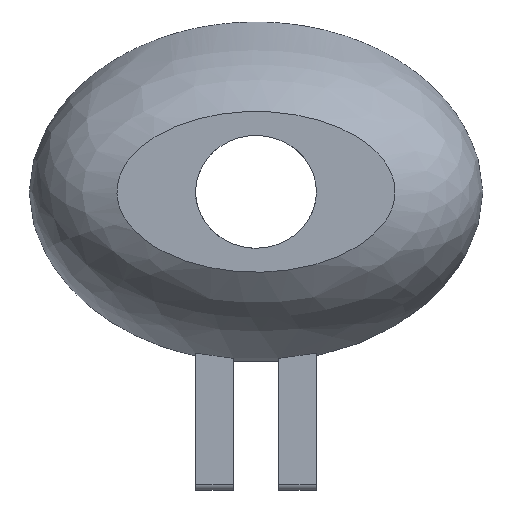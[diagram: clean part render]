
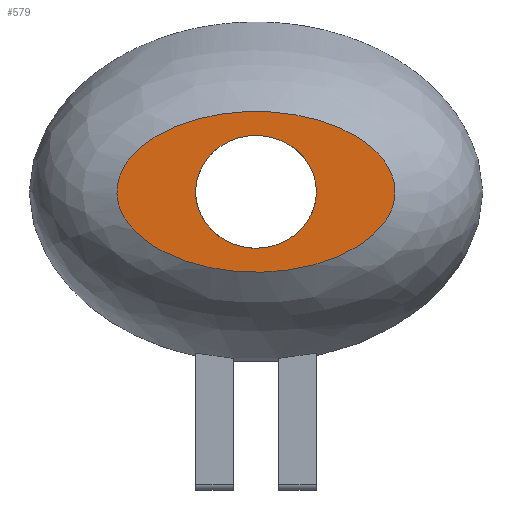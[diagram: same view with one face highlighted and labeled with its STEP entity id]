
A CAD part, top view. The second image highlights one B-rep face of the part: STEP entity #579.
In plain terms, the highlighted planar face has unit normal (0, 0, 1).
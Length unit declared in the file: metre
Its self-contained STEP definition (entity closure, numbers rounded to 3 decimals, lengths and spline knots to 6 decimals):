
#94=PLANE('',#625);
#117=B_SPLINE_CURVE_WITH_KNOTS('',3,(#1698,#1699,#1700,#1701,#1702,#1703,
#1704,#1705,#1706,#1707,#1708,#1709,#1710,#1711,#1712,#1713,#1714,#1715,
#1716,#1717,#1718,#1719,#1720,#1721,#1722,#1723,#1724,#1725,#1726,#1727),
 .UNSPECIFIED.,.T.,.F.,(1,1,1,1,1,1,1,1,1,1,1,1,1,1,1,1,1,1,1,1,1,1,1,1,
1,1,1,1,1,1,1,1,1,1),(0.008148,0.010868,0.013587,
0.016307,0.021745,0.027184,0.032623,
0.035342,0.038062,0.040781,0.043501,
0.04622,0.048939,0.051659,0.054378,
0.057098,0.059817,0.062536,0.065256,
0.070695,0.076134,0.078853,0.081572,
0.084292,0.087011,0.089731,0.09245,
0.095169,0.097889,0.100608,0.103328,
0.108766,0.114205,0.119644),.UNSPECIFIED.);
#187=ORIENTED_EDGE('',*,*,#346,.F.);
#188=ORIENTED_EDGE('',*,*,#328,.T.);
#328=EDGE_CURVE('',#411,#411,#117,.T.);
#346=EDGE_CURVE('',#422,#422,#455,.T.);
#411=VERTEX_POINT('',#1728);
#422=VERTEX_POINT('',#1897);
#455=ELLIPSE('',#626,0.0075,0.007);
#468=EDGE_LOOP('',(#187));
#469=EDGE_LOOP('',(#188));
#520=FACE_BOUND('',#468,.T.);
#521=FACE_BOUND('',#469,.T.);
#579=ADVANCED_FACE('',(#520,#521),#94,.T.);
#625=AXIS2_PLACEMENT_3D('',#1895,#684,#685);
#626=AXIS2_PLACEMENT_3D('',#1896,#686,#687);
#684=DIRECTION('',(0.,0.,1.));
#685=DIRECTION('',(1.,0.,0.));
#686=DIRECTION('',(0.,0.,1.));
#687=DIRECTION('',(1.,0.,0.));
#1698=CARTESIAN_POINT('',(-0.014028,-0.00591,0.017));
#1699=CARTESIAN_POINT('',(-0.010932,-0.007885,0.017));
#1700=CARTESIAN_POINT('',(-0.006666,-0.009396,0.017));
#1701=CARTESIAN_POINT('',(-0.001234,-0.010132,0.017));
#1702=CARTESIAN_POINT('',(0.003308,-0.009903,0.017));
#1703=CARTESIAN_POINT('',(0.006841,-0.00921,0.017));
#1704=CARTESIAN_POINT('',(0.009458,-0.008397,0.017));
#1705=CARTESIAN_POINT('',(0.01193,-0.007272,0.017));
#1706=CARTESIAN_POINT('',(0.014218,-0.00576,0.017));
#1707=CARTESIAN_POINT('',(0.016135,-0.003792,0.017));
#1708=CARTESIAN_POINT('',(0.017358,-0.00128,0.017));
#1709=CARTESIAN_POINT('',(0.017292,0.001534,0.017));
#1710=CARTESIAN_POINT('',(0.015972,0.004007,0.017));
#1711=CARTESIAN_POINT('',(0.014011,0.005922,0.017));
#1712=CARTESIAN_POINT('',(0.011712,0.00739,0.017));
#1713=CARTESIAN_POINT('',(0.009201,0.008492,0.017));
#1714=CARTESIAN_POINT('',(0.005757,0.009521,0.017));
#1715=CARTESIAN_POINT('',(0.001238,0.010131,0.017));
#1716=CARTESIAN_POINT('',(-0.003304,0.009903,0.017));
#1717=CARTESIAN_POINT('',(-0.006836,0.009212,0.017));
#1718=CARTESIAN_POINT('',(-0.009452,0.008399,0.017));
#1719=CARTESIAN_POINT('',(-0.011924,0.007276,0.017));
#1720=CARTESIAN_POINT('',(-0.014211,0.005766,0.017));
#1721=CARTESIAN_POINT('',(-0.016129,0.0038,0.017));
#1722=CARTESIAN_POINT('',(-0.017355,0.001292,0.017));
#1723=CARTESIAN_POINT('',(-0.017296,-0.001521,0.017));
#1724=CARTESIAN_POINT('',(-0.015979,-0.003997,0.017));
#1725=CARTESIAN_POINT('',(-0.014028,-0.00591,0.017));
#1726=CARTESIAN_POINT('',(-0.010932,-0.007885,0.017));
#1727=CARTESIAN_POINT('',(-0.006666,-0.009396,0.017));
#1728=CARTESIAN_POINT('',(-0.011679,-0.007327,0.017));
#1895=CARTESIAN_POINT('',(-0.006,0.,0.017));
#1896=CARTESIAN_POINT('',(0.,0.,0.017));
#1897=CARTESIAN_POINT('',(0.0075,0.,0.017));
